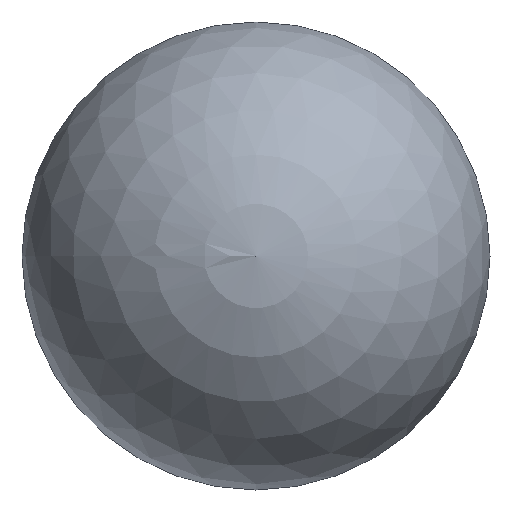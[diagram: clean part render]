
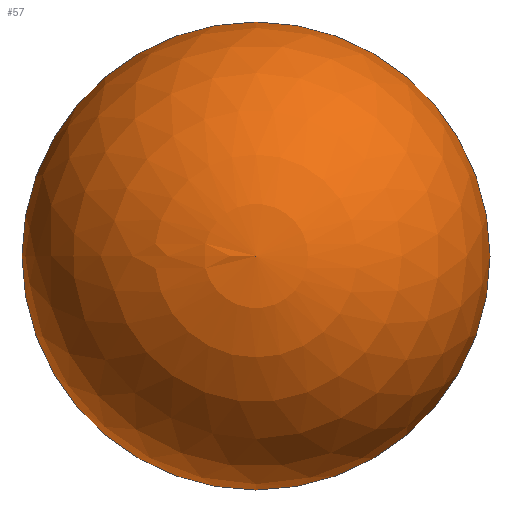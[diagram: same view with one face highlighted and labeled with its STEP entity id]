
A CAD part, front view. The second image highlights one B-rep face of the part: STEP entity #57.
In plain terms, the highlighted spherical face has radius 29 mm.
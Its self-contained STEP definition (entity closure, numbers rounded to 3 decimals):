
#4 = CARTESIAN_POINT ( 'NONE',  ( 0., 0., 29. ) ) ;
#7 = DIRECTION ( 'NONE',  ( 0., -1., 0. ) ) ;
#12 = SPHERICAL_SURFACE ( 'NONE', #76, 29. ) ;
#39 = AXIS2_PLACEMENT_3D ( 'NONE', #179, #142, #48 ) ;
#48 = DIRECTION ( 'NONE',  ( 0., 0., 1. ) ) ;
#57 = ADVANCED_FACE ( 'NONE', ( #67 ), #12, .T. ) ;
#62 = CARTESIAN_POINT ( 'NONE',  ( 0., 0., 0. ) ) ;
#64 = DIRECTION ( 'NONE',  ( 1., 0., 0. ) ) ;
#67 = FACE_OUTER_BOUND ( 'NONE', #183, .T. ) ;
#76 = AXIS2_PLACEMENT_3D ( 'NONE', #164, #196, #195 ) ;
#80 = VERTEX_POINT ( 'NONE', #181 ) ;
#90 = CIRCLE ( 'NONE', #99, 29. ) ;
#99 = AXIS2_PLACEMENT_3D ( 'NONE', #62, #7, #64 ) ;
#114 = ORIENTED_EDGE ( 'NONE', *, *, #197, .F. ) ;
#116 = ORIENTED_EDGE ( 'NONE', *, *, #186, .T. ) ;
#121 = CIRCLE ( 'NONE', #39, 29. ) ;
#140 = VERTEX_POINT ( 'NONE', #4 ) ;
#142 = DIRECTION ( 'NONE',  ( 0., 1., 0. ) ) ;
#164 = CARTESIAN_POINT ( 'NONE',  ( 0., 0., 0. ) ) ;
#179 = CARTESIAN_POINT ( 'NONE',  ( 0., 0., 0. ) ) ;
#181 = CARTESIAN_POINT ( 'NONE',  ( 0., 0., -29. ) ) ;
#183 = EDGE_LOOP ( 'NONE', ( #114, #116 ) ) ;
#186 = EDGE_CURVE ( 'NONE', #80, #140, #90, .T. ) ;
#195 = DIRECTION ( 'NONE',  ( -1., 0., 0. ) ) ;
#196 = DIRECTION ( 'NONE',  ( 0., -1., 0. ) ) ;
#197 = EDGE_CURVE ( 'NONE', #80, #140, #121, .T. ) ;
